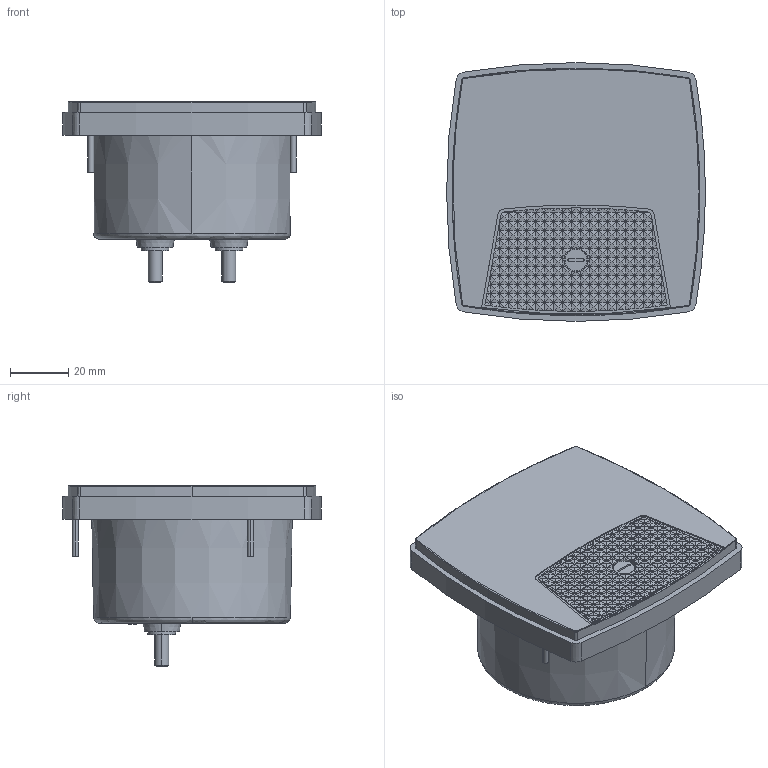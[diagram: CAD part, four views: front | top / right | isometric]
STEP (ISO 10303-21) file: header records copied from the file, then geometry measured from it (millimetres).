
FILE_DESCRIPTION (( 'STEP AP214' ), '1' );
FILE_NAME ('PK-250-324-ECPZ.STEP', '2025-02-13T15:10:31', ( '' ), ( '' ), 'SwSTEP 2.0', 'SolidWorks 2021', '' );
FILE_SCHEMA (( 'AUTOMOTIVE_DESIGN' ));
Length unit declared in the file: inch
Products named in the file (1): PK-250-324-ECPZ
Bounding box: 89.04 x 89.04 x 62.3 mm (x, y, z)
Volume: 212873.3 mm3; surface area: 28576.3 mm2
Topology: 1 solids, 3 shells, 1078 faces, 2446 edges, 1560 vertices
Faces by surface type: plane 950, cone 94, cylinder 23, bspline 11
Entity records: 29752 total; most frequent: CARTESIAN_POINT 5763, ORIENTED_EDGE 4884, DIRECTION 4707, EDGE_CURVE 2442, LINE 1989, VECTOR 1989, VERTEX_POINT 1560, AXIS2_PLACEMENT_3D 1359
